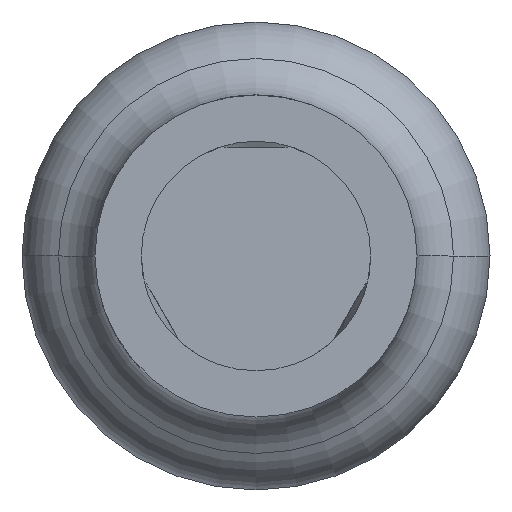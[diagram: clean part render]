
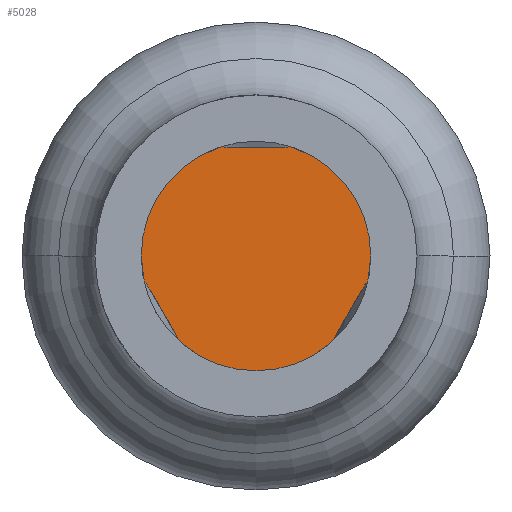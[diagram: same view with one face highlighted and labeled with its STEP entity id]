
A CAD part, front view. The second image highlights one B-rep face of the part: STEP entity #5028.
In plain terms, the highlighted planar face has unit normal (0, -1, 0).
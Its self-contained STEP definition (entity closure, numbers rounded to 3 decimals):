
#15 = ORIENTED_EDGE ( 'NONE', *, *, #3347, .F. ) ;
#441 = EDGE_LOOP ( 'NONE', ( #2556, #15 ) ) ;
#455 = DIRECTION ( 'NONE',  ( -1., 0., 0. ) ) ;
#482 = DIRECTION ( 'NONE',  ( 1., 0., 0. ) ) ;
#583 = FACE_OUTER_BOUND ( 'NONE', #441, .T. ) ;
#650 = VERTEX_POINT ( 'NONE', #4543 ) ;
#1026 = AXIS2_PLACEMENT_3D ( 'NONE', #5591, #5568, #5632 ) ;
#1140 = EDGE_CURVE ( 'Defeature ausgef�hrt1_0+Defeature ausgef�hrt1_42+Defeature ausgef�hrt1_42+Defeature ausgef�hrt1_42', #650, #2786, #1176, .T. ) ;
#1176 = CIRCLE ( 'NONE', #1302, 0.513 ) ;
#1302 = AXIS2_PLACEMENT_3D ( 'NONE', #2804, #3376, #482 ) ;
#1394 = CIRCLE ( 'NONE', #1026, 0.513 ) ;
#2371 = DIRECTION ( 'NONE',  ( 0., 1., 0. ) ) ;
#2556 = ORIENTED_EDGE ( 'NONE', *, *, #1140, .F. ) ;
#2786 = VERTEX_POINT ( 'NONE', #4796 ) ;
#2804 = CARTESIAN_POINT ( 'NONE',  ( 0., -24.7, 0. ) ) ;
#3329 = PLANE ( 'NONE',  #4319 ) ;
#3347 = EDGE_CURVE ( 'Defeature ausgef�hrt1_0+Defeature ausgef�hrt1_42+Defeature ausgef�hrt1_42+Defeature ausgef�hrt1_42', #2786, #650, #1394, .T. ) ;
#3376 = DIRECTION ( 'NONE',  ( 0., 1., 0. ) ) ;
#3815 = CARTESIAN_POINT ( 'NONE',  ( 0., -24.7, 0. ) ) ;
#4319 = AXIS2_PLACEMENT_3D ( 'NONE', #3815, #2371, #455 ) ;
#4543 = CARTESIAN_POINT ( 'NONE',  ( -0.513, -24.7, 0. ) ) ;
#4796 = CARTESIAN_POINT ( 'NONE',  ( 0.513, -24.7, 0. ) ) ;
#5028 = ADVANCED_FACE ( 'Defeature ausgef�hrt1_42', ( #583 ), #3329, .F. ) ;
#5568 = DIRECTION ( 'NONE',  ( 0., 1., 0. ) ) ;
#5591 = CARTESIAN_POINT ( 'NONE',  ( 0., -24.7, 0. ) ) ;
#5632 = DIRECTION ( 'NONE',  ( 1., 0., 0. ) ) ;
